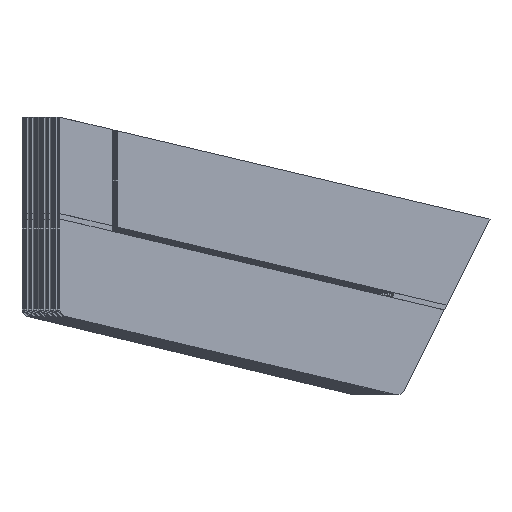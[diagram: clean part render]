
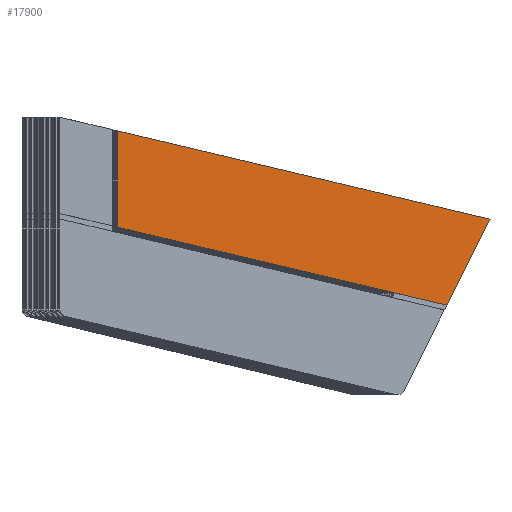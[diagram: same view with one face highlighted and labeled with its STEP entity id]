
A CAD part, front view. The second image highlights one B-rep face of the part: STEP entity #17900.
In plain terms, the highlighted planar face has unit normal (0.058, -0.998, 0).
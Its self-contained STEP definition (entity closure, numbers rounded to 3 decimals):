
#17633 = VERTEX_POINT('',#17634);
#17634 = CARTESIAN_POINT('',(8723.697,534.335,
    5543.063));
#17643 = PLANE('',#17644);
#17644 = AXIS2_PLACEMENT_3D('',#17645,#17646,#17647);
#17645 = CARTESIAN_POINT('',(-5675.52,-658.933,
    8961.984));
#17646 = DIRECTION('',(0.229,0.027,0.973)
  );
#17647 = DIRECTION('',(0.973,0.,-0.229
    ));
#17654 = PLANE('',#17655);
#17655 = AXIS2_PLACEMENT_3D('',#17656,#17657,#17658);
#17656 = CARTESIAN_POINT('',(8666.2,1026.255,
    -16947.457));
#17657 = DIRECTION('',(0.993,0.116,0.));
#17658 = DIRECTION('',(0.,0.,-1.));
#17665 = EDGE_CURVE('',#17633,#17666,#17668,.T.);
#17666 = VERTEX_POINT('',#17667);
#17667 = CARTESIAN_POINT('',(9669.64,589.43,
    5319.101));
#17668 = SURFACE_CURVE('',#17669,(#17673,#17679),.PCURVE_S1.);
#17669 = LINE('',#17670,#17671);
#17670 = CARTESIAN_POINT('',(-5707.525,-306.188,
    8959.815));
#17671 = VECTOR('',#17672,1.);
#17672 = DIRECTION('',(0.972,0.057,-0.23)
  );
#17673 = PCURVE('',#17643,#17674);
#17674 = DEFINITIONAL_REPRESENTATION('',(#17675),#17678);
#17675 = B_SPLINE_CURVE_WITH_KNOTS('',1,(#17676,#17677),.UNSPECIFIED.,
  .F.,.F.,(2,2),(14557.043,16082.327),
  .PIECEWISE_BEZIER_KNOTS.);
#17676 = CARTESIAN_POINT('',(14503.044,1176.886));
#17677 = CARTESIAN_POINT('',(16025.882,1263.226));
#17678 = ( GEOMETRIC_REPRESENTATION_CONTEXT(2) 
PARAMETRIC_REPRESENTATION_CONTEXT() REPRESENTATION_CONTEXT('2D SPACE',''
  ) );
#17679 = PCURVE('',#17680,#17685);
#17680 = PLANE('',#17681);
#17681 = AXIS2_PLACEMENT_3D('',#17682,#17683,#17684);
#17682 = CARTESIAN_POINT('',(-9136.384,-505.896,
    -5525.439));
#17683 = DIRECTION('',(0.058,-0.998,0.));
#17684 = DIRECTION('',(0.,0.,-1.));
#17685 = DEFINITIONAL_REPRESENTATION('',(#17686),#17689);
#17686 = B_SPLINE_CURVE_WITH_KNOTS('',1,(#17687,#17688),.UNSPECIFIED.,
  .F.,.F.,(2,2),(14557.043,16082.327),
  .PIECEWISE_BEZIER_KNOTS.);
#17687 = CARTESIAN_POINT('',(-11136.805,17601.37));
#17688 = CARTESIAN_POINT('',(-10785.956,19085.754));
#17689 = ( GEOMETRIC_REPRESENTATION_CONTEXT(2) 
PARAMETRIC_REPRESENTATION_CONTEXT() REPRESENTATION_CONTEXT('2D SPACE',''
  ) );
#17706 = PLANE('',#17707);
#17707 = AXIS2_PLACEMENT_3D('',#17708,#17709,#17710);
#17708 = CARTESIAN_POINT('',(5558.317,649.674,
    -2807.268));
#17709 = DIRECTION('',(0.888,0.104,-0.448));
#17710 = DIRECTION('',(-0.451,0.,
    -0.893));
#17766 = VERTEX_POINT('',#17767);
#17767 = CARTESIAN_POINT('',(8723.697,534.335,
    5819.5));
#17780 = PLANE('',#17781);
#17781 = AXIS2_PLACEMENT_3D('',#17782,#17783,#17784);
#17782 = CARTESIAN_POINT('',(-5622.027,-652.681,
    9225.669));
#17783 = DIRECTION('',(0.229,0.027,0.973)
  );
#17784 = DIRECTION('',(0.973,0.,-0.229
    ));
#17791 = EDGE_CURVE('',#17766,#17633,#17792,.T.);
#17792 = SURFACE_CURVE('',#17793,(#17797,#17803),.PCURVE_S1.);
#17793 = LINE('',#17794,#17795);
#17794 = CARTESIAN_POINT('',(8723.697,534.335,
    -11236.448));
#17795 = VECTOR('',#17796,1.);
#17796 = DIRECTION('',(0.,0.,-1.));
#17797 = PCURVE('',#17654,#17798);
#17798 = DEFINITIONAL_REPRESENTATION('',(#17799),#17802);
#17799 = B_SPLINE_CURVE_WITH_KNOTS('',1,(#17800,#17801),.UNSPECIFIED.,
  .F.,.F.,(2,2),(-17174.69,-16218.577),
  .PIECEWISE_BEZIER_KNOTS.);
#17800 = CARTESIAN_POINT('',(-22885.699,-495.269));
#17801 = CARTESIAN_POINT('',(-21929.586,-495.269));
#17802 = ( GEOMETRIC_REPRESENTATION_CONTEXT(2) 
PARAMETRIC_REPRESENTATION_CONTEXT() REPRESENTATION_CONTEXT('2D SPACE',''
  ) );
#17803 = PCURVE('',#17680,#17804);
#17804 = DEFINITIONAL_REPRESENTATION('',(#17805),#17808);
#17805 = B_SPLINE_CURVE_WITH_KNOTS('',1,(#17806,#17807),.UNSPECIFIED.,
  .F.,.F.,(2,2),(-17174.69,-16218.577),
  .PIECEWISE_BEZIER_KNOTS.);
#17806 = CARTESIAN_POINT('',(-11463.681,17890.348));
#17807 = CARTESIAN_POINT('',(-10507.568,17890.348));
#17808 = ( GEOMETRIC_REPRESENTATION_CONTEXT(2) 
PARAMETRIC_REPRESENTATION_CONTEXT() REPRESENTATION_CONTEXT('2D SPACE',''
  ) );
#17859 = EDGE_CURVE('',#17666,#17860,#17862,.T.);
#17860 = VERTEX_POINT('',#17861);
#17861 = CARTESIAN_POINT('',(9793.591,596.649,
    5566.191));
#17862 = SURFACE_CURVE('',#17863,(#17867,#17873),.PCURVE_S1.);
#17863 = LINE('',#17864,#17865);
#17864 = CARTESIAN_POINT('',(3562.323,233.719,
    -6855.548));
#17865 = VECTOR('',#17866,1.);
#17866 = DIRECTION('',(0.448,0.026,0.894)
  );
#17867 = PCURVE('',#17706,#17868);
#17868 = DEFINITIONAL_REPRESENTATION('',(#17869),#17872);
#17869 = B_SPLINE_CURVE_WITH_KNOTS('',1,(#17870,#17871),.UNSPECIFIED.,
  .F.,.F.,(2,2),(13217.927,14144.831),
  .PIECEWISE_BEZIER_KNOTS.);
#17870 = CARTESIAN_POINT('',(-8699.984,-71.263));
#17871 = CARTESIAN_POINT('',(-9626.569,-46.934));
#17872 = ( GEOMETRIC_REPRESENTATION_CONTEXT(2) 
PARAMETRIC_REPRESENTATION_CONTEXT() REPRESENTATION_CONTEXT('2D SPACE',''
  ) );
#17873 = PCURVE('',#17680,#17874);
#17874 = DEFINITIONAL_REPRESENTATION('',(#17875),#17878);
#17875 = B_SPLINE_CURVE_WITH_KNOTS('',1,(#17876,#17877),.UNSPECIFIED.,
  .F.,.F.,(2,2),(13217.927,14144.831),
  .PIECEWISE_BEZIER_KNOTS.);
#17876 = CARTESIAN_POINT('',(-10480.567,18655.001));
#17877 = CARTESIAN_POINT('',(-11308.788,19071.175));
#17878 = ( GEOMETRIC_REPRESENTATION_CONTEXT(2) 
PARAMETRIC_REPRESENTATION_CONTEXT() REPRESENTATION_CONTEXT('2D SPACE',''
  ) );
#17900 = ADVANCED_FACE('',(#17901),#17680,.T.);
#17901 = FACE_BOUND('',#17902,.T.);
#17902 = EDGE_LOOP('',(#17903,#17904,#17905,#17906));
#17903 = ORIENTED_EDGE('',*,*,#17791,.T.);
#17904 = ORIENTED_EDGE('',*,*,#17665,.T.);
#17905 = ORIENTED_EDGE('',*,*,#17859,.T.);
#17906 = ORIENTED_EDGE('',*,*,#17907,.T.);
#17907 = EDGE_CURVE('',#17860,#17766,#17908,.T.);
#17908 = SURFACE_CURVE('',#17909,(#17913,#17919),.PCURVE_S1.);
#17909 = LINE('',#17910,#17911);
#17910 = CARTESIAN_POINT('',(-5649.794,-302.825,
    9222.583));
#17911 = VECTOR('',#17912,1.);
#17912 = DIRECTION('',(-0.972,-0.057,0.23
    ));
#17913 = PCURVE('',#17680,#17914);
#17914 = DEFINITIONAL_REPRESENTATION('',(#17915),#17918);
#17915 = B_SPLINE_CURVE_WITH_KNOTS('',1,(#17916,#17917),.UNSPECIFIED.,
  .F.,.F.,(2,2),(-16033.339,-14496.673),
  .PIECEWISE_BEZIER_KNOTS.);
#17916 = CARTESIAN_POINT('',(-11059.992,19095.908));
#17917 = CARTESIAN_POINT('',(-11413.46,17600.447));
#17918 = ( GEOMETRIC_REPRESENTATION_CONTEXT(2) 
PARAMETRIC_REPRESENTATION_CONTEXT() REPRESENTATION_CONTEXT('2D SPACE',''
  ) );
#17919 = PCURVE('',#17780,#17920);
#17920 = DEFINITIONAL_REPRESENTATION('',(#17921),#17924);
#17921 = B_SPLINE_CURVE_WITH_KNOTS('',1,(#17922,#17923),.UNSPECIFIED.,
  .F.,.F.,(2,2),(-16033.339,-14496.673),
  .PIECEWISE_BEZIER_KNOTS.);
#17922 = CARTESIAN_POINT('',(15981.308,1257.562));
#17923 = CARTESIAN_POINT('',(14447.105,1170.578));
#17924 = ( GEOMETRIC_REPRESENTATION_CONTEXT(2) 
PARAMETRIC_REPRESENTATION_CONTEXT() REPRESENTATION_CONTEXT('2D SPACE',''
  ) );
